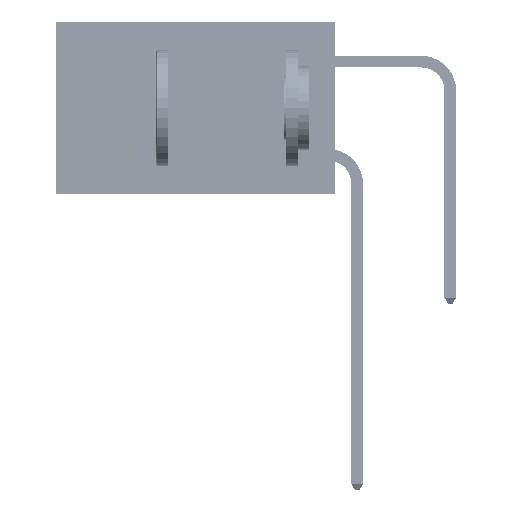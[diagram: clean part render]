
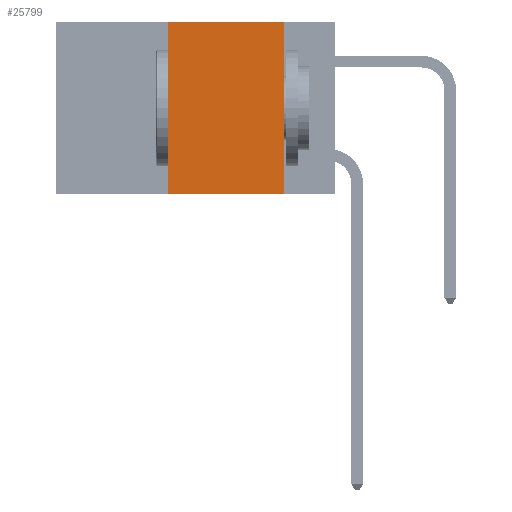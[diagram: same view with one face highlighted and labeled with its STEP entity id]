
A CAD part, left-side view. The second image highlights one B-rep face of the part: STEP entity #25799.
In plain terms, the highlighted planar face has unit normal (-1, 0, 0).
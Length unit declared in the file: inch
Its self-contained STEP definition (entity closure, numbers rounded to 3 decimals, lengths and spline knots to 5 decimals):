
#4408 = CARTESIAN_POINT ( 'NONE',  ( 0., 0.11, 0. ) ) ;
#5448 = LINE ( 'NONE', #4408, #41991 ) ;
#7122 = DIRECTION ( 'NONE',  ( 0., -1., 0. ) ) ;
#8264 = CARTESIAN_POINT ( 'NONE',  ( 0., 0.11, -0.37 ) ) ;
#9383 = EDGE_CURVE ( 'NONE', #24951, #26548, #23296, .T. ) ;
#10570 = CARTESIAN_POINT ( 'NONE',  ( 0., 0.6, -0.37 ) ) ;
#10628 = DIRECTION ( 'NONE',  ( 0., 0., -1. ) ) ;
#11295 = VERTEX_POINT ( 'NONE', #8264 ) ;
#13620 = DIRECTION ( 'NONE',  ( 1., 0., 0. ) ) ;
#13868 = CARTESIAN_POINT ( 'NONE',  ( 0., 0.36, 0. ) ) ;
#17621 = ORIENTED_EDGE ( 'NONE', *, *, #24559, .T. ) ;
#18263 = DIRECTION ( 'NONE',  ( 0., 0., -1. ) ) ;
#18359 = VECTOR ( 'NONE', #31454, 39.37008 ) ;
#18613 = CARTESIAN_POINT ( 'NONE',  ( 0., 0.11, 0. ) ) ;
#19607 = CARTESIAN_POINT ( 'NONE',  ( 0., 0.36, 0. ) ) ;
#21229 = ORIENTED_EDGE ( 'NONE', *, *, #27747, .F. ) ;
#21733 = LINE ( 'NONE', #34130, #18359 ) ;
#23296 = LINE ( 'NONE', #19607, #33943 ) ;
#24559 = EDGE_CURVE ( 'NONE', #24951, #11295, #29832, .T. ) ;
#24951 = VERTEX_POINT ( 'NONE', #41180 ) ;
#25799 = ADVANCED_FACE ( 'NONE', ( #35934 ), #31836, .F. ) ;
#26548 = VERTEX_POINT ( 'NONE', #13868 ) ;
#27109 = AXIS2_PLACEMENT_3D ( 'NONE', #46431, #13620, #10628 ) ;
#27747 = EDGE_CURVE ( 'NONE', #26548, #34300, #21733, .T. ) ;
#29832 = LINE ( 'NONE', #10570, #35500 ) ;
#31454 = DIRECTION ( 'NONE',  ( 0., -1., 0. ) ) ;
#31836 = PLANE ( 'NONE',  #27109 ) ;
#33943 = VECTOR ( 'NONE', #34170, 39.37008 ) ;
#34130 = CARTESIAN_POINT ( 'NONE',  ( 0., 0.6, 0. ) ) ;
#34170 = DIRECTION ( 'NONE',  ( 0., 0., 1. ) ) ;
#34300 = VERTEX_POINT ( 'NONE', #18613 ) ;
#35500 = VECTOR ( 'NONE', #7122, 39.37008 ) ;
#35934 = FACE_OUTER_BOUND ( 'NONE', #36859, .T. ) ;
#36859 = EDGE_LOOP ( 'NONE', ( #37209, #21229, #44593, #17621 ) ) ;
#37209 = ORIENTED_EDGE ( 'NONE', *, *, #38837, .F. ) ;
#38837 = EDGE_CURVE ( 'NONE', #34300, #11295, #5448, .T. ) ;
#41180 = CARTESIAN_POINT ( 'NONE',  ( 0., 0.36, -0.37 ) ) ;
#41991 = VECTOR ( 'NONE', #18263, 39.37008 ) ;
#44593 = ORIENTED_EDGE ( 'NONE', *, *, #9383, .F. ) ;
#46431 = CARTESIAN_POINT ( 'NONE',  ( 0., 0.6, 0. ) ) ;
